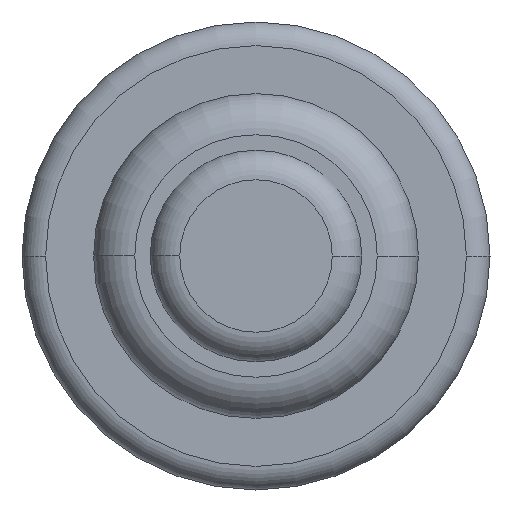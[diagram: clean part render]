
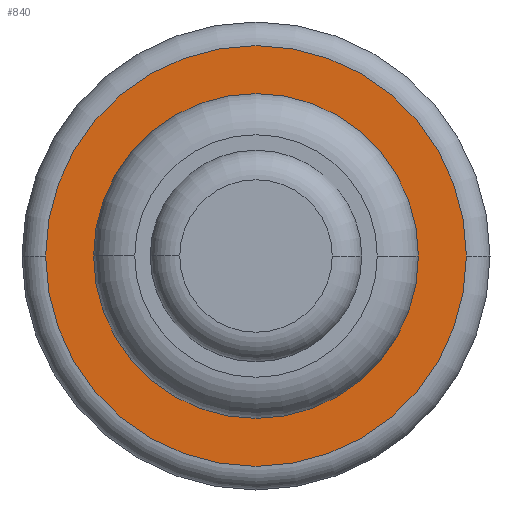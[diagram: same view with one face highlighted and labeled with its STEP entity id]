
A CAD part, front view. The second image highlights one B-rep face of the part: STEP entity #840.
In plain terms, the highlighted planar face has unit normal (0, -1, 0).
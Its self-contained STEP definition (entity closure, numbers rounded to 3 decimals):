
#233=CARTESIAN_POINT('',(0.,-0.844,0.));
#234=DIRECTION('',(0.,-1.,0.));
#235=DIRECTION('',(1.,0.,0.));
#236=AXIS2_PLACEMENT_3D('',#233,#234,#235);
#238=CARTESIAN_POINT('',(0.,-0.844,0.));
#239=DIRECTION('',(0.,-1.,0.));
#240=DIRECTION('',(-1.,0.,0.));
#241=AXIS2_PLACEMENT_3D('',#238,#239,#240);
#271=CARTESIAN_POINT('',(0.,-0.844,0.));
#272=DIRECTION('',(0.,1.,0.));
#273=DIRECTION('',(-1.,0.,0.));
#274=AXIS2_PLACEMENT_3D('',#271,#272,#273);
#310=CARTESIAN_POINT('',(0.,-0.844,0.));
#311=DIRECTION('',(0.,-1.,0.));
#312=DIRECTION('',(-1.,0.,0.));
#313=AXIS2_PLACEMENT_3D('',#310,#311,#312);
#561=CARTESIAN_POINT('',(-2.779,-0.844,0.));
#562=CARTESIAN_POINT('',(2.779,-0.844,0.));
#563=VERTEX_POINT('',#561);
#564=VERTEX_POINT('',#562);
#611=CARTESIAN_POINT('',(3.6,-0.844,0.));
#612=CARTESIAN_POINT('',(-3.6,-0.844,0.));
#613=VERTEX_POINT('',#611);
#614=VERTEX_POINT('',#612);
#824=CARTESIAN_POINT('',(0.,-0.844,0.));
#825=DIRECTION('',(0.,1.,0.));
#826=DIRECTION('',(1.,0.,0.));
#827=AXIS2_PLACEMENT_3D('',#824,#825,#826);
#828=PLANE('',#827);
#829=ORIENTED_EDGE('',*,*,#814,.F.);
#831=ORIENTED_EDGE('',*,*,#830,.F.);
#832=EDGE_LOOP('',(#829,#831));
#833=FACE_OUTER_BOUND('',#832,.F.);
#835=ORIENTED_EDGE('',*,*,#834,.F.);
#837=ORIENTED_EDGE('',*,*,#836,.T.);
#838=EDGE_LOOP('',(#835,#837));
#839=FACE_BOUND('',#838,.F.);
#840=ADVANCED_FACE('',(#833,#839),#828,.F.);
#237=CIRCLE('',#236,3.6);
#242=CIRCLE('',#241,3.6);
#275=CIRCLE('',#274,2.779);
#314=CIRCLE('',#313,2.779);
#814=EDGE_CURVE('',#613,#614,#237,.T.);
#830=EDGE_CURVE('',#614,#613,#242,.T.);
#834=EDGE_CURVE('',#563,#564,#275,.T.);
#836=EDGE_CURVE('',#563,#564,#314,.T.);
